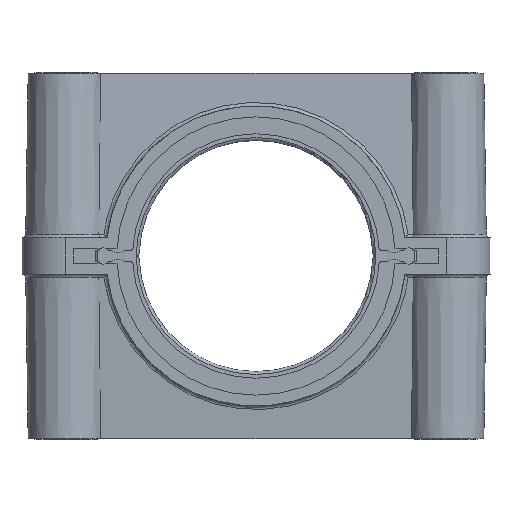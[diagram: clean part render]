
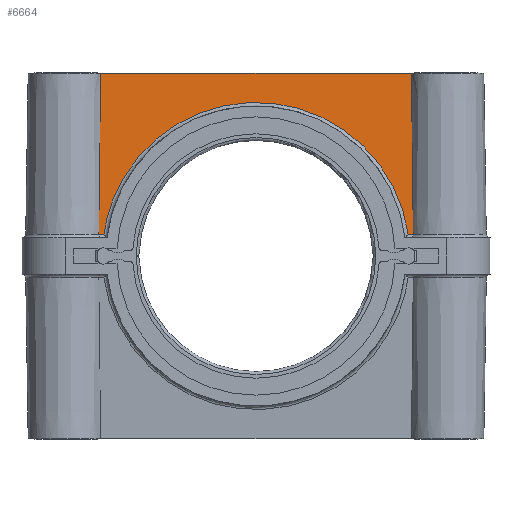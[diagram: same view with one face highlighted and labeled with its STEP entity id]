
A CAD part, front view. The second image highlights one B-rep face of the part: STEP entity #6664.
In plain terms, the highlighted planar face has unit normal (0, -0.999, 0.052).
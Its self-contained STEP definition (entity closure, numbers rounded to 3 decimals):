
#1459=CARTESIAN_POINT('',(-21.503,-3.154,
2.974));
#1460=CARTESIAN_POINT('',(-21.503,-3.154,
2.976));
#1461=CARTESIAN_POINT('',(-21.503,-3.154,
2.98));
#1462=CARTESIAN_POINT('',(-21.503,-3.154,
2.986));
#1463=CARTESIAN_POINT('',(-21.503,-3.153,
2.99));
#1464=CARTESIAN_POINT('',(-21.503,-3.153,
2.992));
#1466=CARTESIAN_POINT('',(-21.254,-2.,25.));
#1467=CARTESIAN_POINT('',(-21.273,-2.192,
21.332));
#1468=CARTESIAN_POINT('',(-21.333,-2.577,
13.996));
#1469=CARTESIAN_POINT('',(-21.438,-2.961,
6.66));
#1470=CARTESIAN_POINT('',(-21.503,-3.153,
2.992));
#1472=DIRECTION('',(1.,0.,0.));
#1473=VECTOR('',#1472,42.508);
#1474=CARTESIAN_POINT('',(-21.254,-2.,25.));
#1475=LINE('',#1474,#1473);
#1476=CARTESIAN_POINT('',(21.254,-2.,25.));
#1477=CARTESIAN_POINT('',(21.273,-2.192,21.332));
#1478=CARTESIAN_POINT('',(21.333,-2.577,13.996));
#1479=CARTESIAN_POINT('',(21.438,-2.961,6.66));
#1480=CARTESIAN_POINT('',(21.503,-3.153,2.992));
#1482=CARTESIAN_POINT('',(21.503,-3.154,2.974));
#1483=CARTESIAN_POINT('',(21.503,-3.154,2.976));
#1484=CARTESIAN_POINT('',(21.503,-3.154,2.98));
#1485=CARTESIAN_POINT('',(21.503,-3.154,2.986));
#1486=CARTESIAN_POINT('',(21.503,-3.153,2.99));
#1487=CARTESIAN_POINT('',(21.503,-3.153,2.992));
#1489=DIRECTION('',(1.,0.,0.));
#1490=VECTOR('',#1489,0.693);
#1491=CARTESIAN_POINT('',(-21.503,-3.154,
2.974));
#1492=LINE('',#1491,#1490);
#1512=CARTESIAN_POINT('',(20.81,-3.154,2.974));
#1513=CARTESIAN_POINT('',(20.75,-3.133,3.387));
#1514=CARTESIAN_POINT('',(20.607,-3.09,4.208));
#1515=CARTESIAN_POINT('',(20.318,-3.026,5.427));
#1516=CARTESIAN_POINT('',(19.958,-2.963,6.626));
#1517=CARTESIAN_POINT('',(19.527,-2.901,7.802));
#1518=CARTESIAN_POINT('',(19.027,-2.841,8.949));
#1519=CARTESIAN_POINT('',(18.459,-2.783,10.065));
#1520=CARTESIAN_POINT('',(17.826,-2.726,11.145));
#1521=CARTESIAN_POINT('',(17.13,-2.672,12.186));
#1522=CARTESIAN_POINT('',(16.373,-2.619,13.183));
#1523=CARTESIAN_POINT('',(15.559,-2.569,14.133));
#1524=CARTESIAN_POINT('',(14.69,-2.522,15.033));
#1525=CARTESIAN_POINT('',(13.768,-2.478,15.88));
#1526=CARTESIAN_POINT('',(12.798,-2.437,16.67));
#1527=CARTESIAN_POINT('',(11.783,-2.398,17.402));
#1528=CARTESIAN_POINT('',(10.727,-2.363,18.071));
#1529=CARTESIAN_POINT('',(9.632,-2.331,18.677));
#1530=CARTESIAN_POINT('',(8.504,-2.303,19.216));
#1531=CARTESIAN_POINT('',(7.345,-2.278,19.687));
#1532=CARTESIAN_POINT('',(6.161,-2.257,20.089));
#1533=CARTESIAN_POINT('',(4.955,-2.24,20.419));
#1534=CARTESIAN_POINT('',(3.732,-2.227,20.678));
#1535=CARTESIAN_POINT('',(2.495,-2.217,20.863));
#1536=CARTESIAN_POINT('',(1.25,-2.211,20.974));
#1537=CARTESIAN_POINT('',(0.,-2.209,
21.011));
#1538=CARTESIAN_POINT('',(-1.25,-2.211,
20.974));
#1539=CARTESIAN_POINT('',(-2.495,-2.217,
20.863));
#1540=CARTESIAN_POINT('',(-3.732,-2.227,
20.678));
#1541=CARTESIAN_POINT('',(-4.955,-2.24,
20.419));
#1542=CARTESIAN_POINT('',(-6.161,-2.257,
20.089));
#1543=CARTESIAN_POINT('',(-7.345,-2.278,
19.687));
#1544=CARTESIAN_POINT('',(-8.504,-2.303,
19.216));
#1545=CARTESIAN_POINT('',(-9.632,-2.331,
18.677));
#1546=CARTESIAN_POINT('',(-10.727,-2.363,
18.071));
#1547=CARTESIAN_POINT('',(-11.783,-2.398,
17.402));
#1548=CARTESIAN_POINT('',(-12.798,-2.437,
16.67));
#1549=CARTESIAN_POINT('',(-13.768,-2.478,
15.88));
#1550=CARTESIAN_POINT('',(-14.69,-2.522,
15.033));
#1551=CARTESIAN_POINT('',(-15.559,-2.569,
14.133));
#1552=CARTESIAN_POINT('',(-16.373,-2.619,
13.183));
#1553=CARTESIAN_POINT('',(-17.13,-2.672,
12.186));
#1554=CARTESIAN_POINT('',(-17.826,-2.726,
11.145));
#1555=CARTESIAN_POINT('',(-18.459,-2.783,
10.065));
#1556=CARTESIAN_POINT('',(-19.027,-2.841,
8.949));
#1557=CARTESIAN_POINT('',(-19.527,-2.901,
7.802));
#1558=CARTESIAN_POINT('',(-19.958,-2.963,
6.626));
#1559=CARTESIAN_POINT('',(-20.318,-3.026,
5.427));
#1560=CARTESIAN_POINT('',(-20.607,-3.09,
4.208));
#1561=CARTESIAN_POINT('',(-20.75,-3.133,
3.387));
#1562=CARTESIAN_POINT('',(-20.81,-3.154,
2.974));
#1630=DIRECTION('',(1.,0.,0.));
#1631=VECTOR('',#1630,0.693);
#1632=CARTESIAN_POINT('',(20.81,-3.154,2.974));
#1633=LINE('',#1632,#1631);
#3913=CARTESIAN_POINT('',(-21.254,-2.,25.));
#3914=CARTESIAN_POINT('',(21.254,-2.,25.));
#3915=VERTEX_POINT('',#3913);
#3916=VERTEX_POINT('',#3914);
#3949=CARTESIAN_POINT('',(-21.503,-3.154,
2.974));
#3950=CARTESIAN_POINT('',(-20.81,-3.154,
2.974));
#3951=VERTEX_POINT('',#3949);
#3952=VERTEX_POINT('',#3950);
#3957=VERTEX_POINT('',#1512);
#3961=CARTESIAN_POINT('',(21.503,-3.154,2.974));
#3962=VERTEX_POINT('',#3961);
#3982=CARTESIAN_POINT('',(21.503,-3.153,2.992));
#3984=VERTEX_POINT('',#3982);
#4018=CARTESIAN_POINT('',(-21.503,-3.153,
2.992));
#4019=VERTEX_POINT('',#4018);
#6642=CARTESIAN_POINT('',(-38.404,-2.,25.));
#6643=DIRECTION('',(0.,-0.999,0.052));
#6644=DIRECTION('',(0.,-0.052,-0.999));
#6645=AXIS2_PLACEMENT_3D('',#6642,#6643,#6644);
#6646=PLANE('',#6645);
#6648=ORIENTED_EDGE('',*,*,#6647,.F.);
#6650=ORIENTED_EDGE('',*,*,#6649,.T.);
#6652=ORIENTED_EDGE('',*,*,#6651,.F.);
#6653=ORIENTED_EDGE('',*,*,#6620,.T.);
#6655=ORIENTED_EDGE('',*,*,#6654,.T.);
#6657=ORIENTED_EDGE('',*,*,#6656,.F.);
#6659=ORIENTED_EDGE('',*,*,#6658,.F.);
#6661=ORIENTED_EDGE('',*,*,#6660,.T.);
#6662=EDGE_LOOP('',(#6648,#6650,#6652,#6653,#6655,#6657,#6659,#6661));
#6663=FACE_OUTER_BOUND('',#6662,.F.);
#6664=ADVANCED_FACE('',(#6663),#6646,.T.);
#1465=B_SPLINE_CURVE_WITH_KNOTS('',3,(#1459,#1460,#1461,#1462,#1463,#1464),
.UNSPECIFIED.,.F.,.F.,(4,1,1,4),(0.,0.333,0.667,1.),
.UNSPECIFIED.);
#1471=B_SPLINE_CURVE_WITH_KNOTS('',3,(#1466,#1467,#1468,#1469,#1470),
.UNSPECIFIED.,.F.,.F.,(4,1,4),(0.,0.5,1.),.UNSPECIFIED.);
#1481=B_SPLINE_CURVE_WITH_KNOTS('',3,(#1476,#1477,#1478,#1479,#1480),
.UNSPECIFIED.,.F.,.F.,(4,1,4),(0.,0.5,1.),.UNSPECIFIED.);
#1488=B_SPLINE_CURVE_WITH_KNOTS('',3,(#1482,#1483,#1484,#1485,#1486,#1487),
.UNSPECIFIED.,.F.,.F.,(4,1,1,4),(0.,0.333,0.667,1.),
.UNSPECIFIED.);
#1563=B_SPLINE_CURVE_WITH_KNOTS('',3,(#1512,#1513,#1514,#1515,#1516,#1517,#1518,
#1519,#1520,#1521,#1522,#1523,#1524,#1525,#1526,#1527,#1528,#1529,#1530,#1531,
#1532,#1533,#1534,#1535,#1536,#1537,#1538,#1539,#1540,#1541,#1542,#1543,#1544,
#1545,#1546,#1547,#1548,#1549,#1550,#1551,#1552,#1553,#1554,#1555,#1556,#1557,
#1558,#1559,#1560,#1561,#1562),.UNSPECIFIED.,.F.,.F.,(4,1,1,1,1,1,1,1,1,1,1,1,1,
1,1,1,1,1,1,1,1,1,1,1,1,1,1,1,1,1,1,1,1,1,1,1,1,1,1,1,1,1,1,1,1,1,1,1,4),(0.,
0.021,0.042,0.063,0.083,0.104,
0.125,0.146,0.167,0.188,0.208,
0.229,0.25,0.271,0.292,0.313,
0.333,0.354,0.375,0.396,0.417,
0.438,0.458,0.479,0.5,0.521,
0.542,0.563,0.583,0.604,0.625,
0.646,0.667,0.688,0.708,
0.729,0.75,0.771,0.792,0.813,
0.833,0.854,0.875,0.896,0.917,
0.938,0.958,0.979,1.),.UNSPECIFIED.);
#6620=EDGE_CURVE('',#3915,#3916,#1475,.T.);
#6647=EDGE_CURVE('',#3951,#3952,#1492,.T.);
#6649=EDGE_CURVE('',#3951,#4019,#1465,.T.);
#6651=EDGE_CURVE('',#3915,#4019,#1471,.T.);
#6654=EDGE_CURVE('',#3916,#3984,#1481,.T.);
#6656=EDGE_CURVE('',#3962,#3984,#1488,.T.);
#6658=EDGE_CURVE('',#3957,#3962,#1633,.T.);
#6660=EDGE_CURVE('',#3957,#3952,#1563,.T.);
